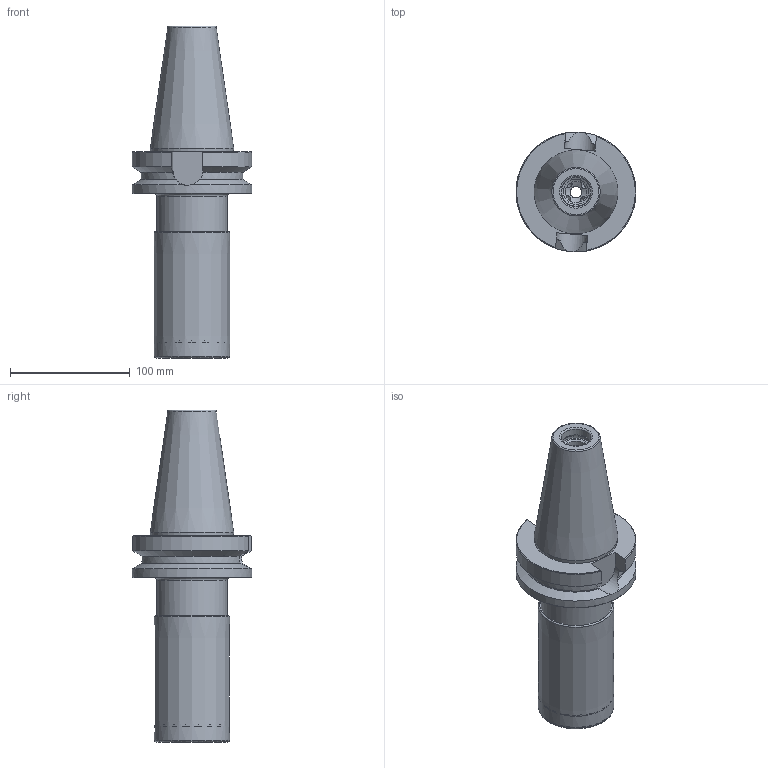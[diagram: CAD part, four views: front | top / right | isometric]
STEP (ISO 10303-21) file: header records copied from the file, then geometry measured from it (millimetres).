
FILE_DESCRIPTION(/* description */ (''),/* implementation_level */ '2;1');
FILE_NAME(/* name */ '63J2R175X50-SLSN104-C_115010089ndi000_00-SIM.stp',/* time_stamp */ '2019-12-10T13:45:55+01:00',/* author */ (''),/* organization */ (''),/* preprocessor_version */ 'ST-DEVELOPER v16.7',/* originating_system */ 'SIEMENS PLM Software NX 12.0',/* authorisation */ '');
FILE_SCHEMA (('AUTOMOTIVE_DESIGN { 1 0 10303 214 3 1 1 1 }'));
Length unit declared in the file: millimetre
Products named in the file (1): hm1548889AC5afix
Bounding box: 100 x 99.95 x 276.8 mm (x, y, z)
Volume: 1002426.1 mm3; surface area: 131282.8 mm2
Topology: 3 solids, 3 shells, 212 faces, 538 edges, 331 vertices
Faces by surface type: cylinder 61, plane 56, cone 45, torus 31, bspline 10, revolution 9
Full cylindrical faces by diameter (mm): 4.5 x4, 5 x4, 9.6 x1, 13 x1, 18 x1, 19.6 x1, 20 x3, 20.4 x1, 21 x1, 25 x1, 27 x1, 58.945 x2, 100 x1
Entity records: 7517 total; most frequent: CARTESIAN_POINT 2960, DIRECTION 910, ORIENTED_EDGE 858, EDGE_CURVE 429, AXIS2_PLACEMENT_3D 383, VERTEX_POINT 305, EDGE_LOOP 302, ADVANCED_FACE 211
